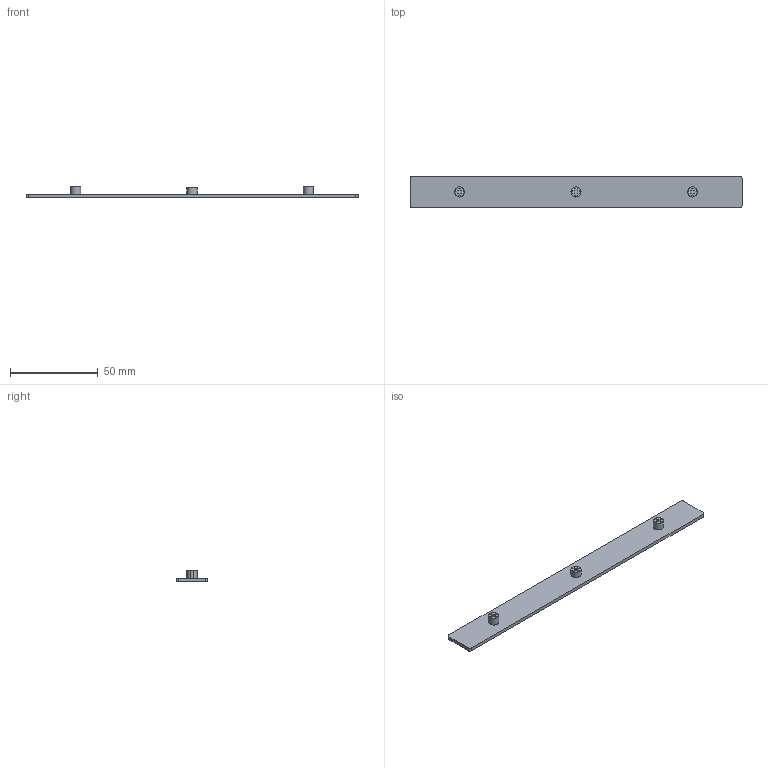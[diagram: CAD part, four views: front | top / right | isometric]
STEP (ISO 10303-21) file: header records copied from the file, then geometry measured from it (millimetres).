
FILE_DESCRIPTION(('HOOPS Exchange Step'),'2;1');
FILE_NAME('temp_export','2023-08-16T17:30:04-04:00',('jscotto'),('Shapr3D Limited'),'HOOPS Exchange 2023.1','Shapr3D','Authorized');
FILE_SCHEMA( ('AUTOMOTIVE_DESIGN { 1 0 10303 214 1 1 1 1 }') );
Length unit declared in the file: millimetre
Products named in the file (1): MX 10.00u
Bounding box: 189.65 x 18.2 x 6.6 mm (x, y, z)
Volume: 7126.9 mm3; surface area: 8167.7 mm2
Topology: 1 solids, 1 shells, 67 faces, 178 edges, 119 vertices
Faces by surface type: plane 48, cylinder 19
Full cylindrical faces by diameter (mm): 5.8 x3
Entity records: 2103 total; most frequent: CARTESIAN_POINT 365, ORIENTED_EDGE 356, DIRECTION 353, EDGE_CURVE 178, VECTOR 139, LINE 139, VERTEX_POINT 119, AXIS2_PLACEMENT_3D 107
